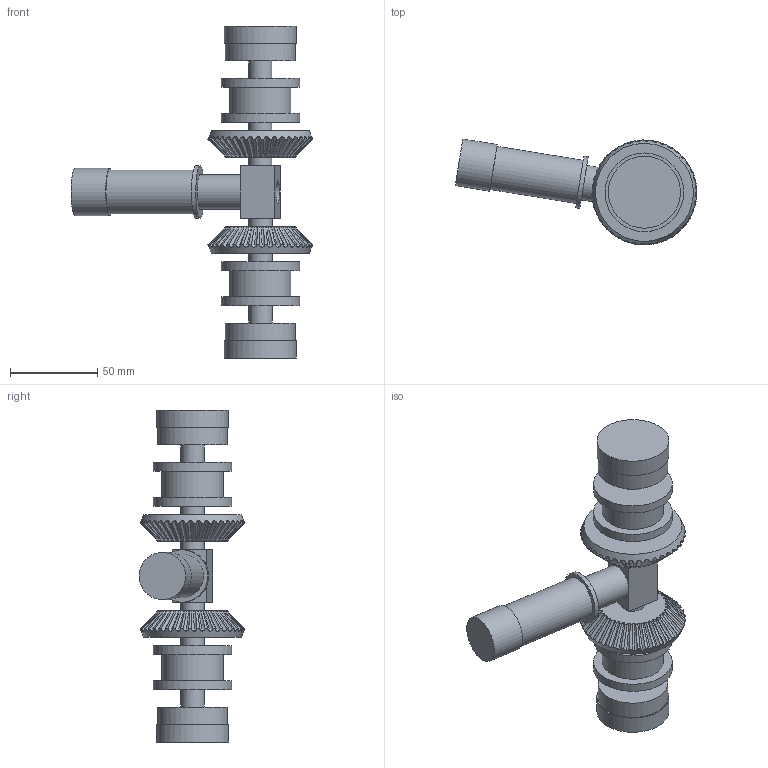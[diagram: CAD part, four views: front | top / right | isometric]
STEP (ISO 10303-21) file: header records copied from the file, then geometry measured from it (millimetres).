
FILE_DESCRIPTION(/* description */ (''),/* implementation_level */ '2;1');
FILE_NAME(/* name */ 'Helico_ipt_13e29da2.STEP',/* time_stamp */ '2021-11-11T18:32:16-06:00',/* author */ ('geral'),/* organization */ (''),/* preprocessor_version */ 'ST-DEVELOPER v18.1',/* originating_system */ 'Autodesk Inventor 2021',/* authorisation */ '');
FILE_SCHEMA (('AUTOMOTIVE_DESIGN { 1 0 10303 214 3 1 1 }'));
Length unit declared in the file: millimetre
Products named in the file (1): Helico
Bounding box: 138.27 x 60.6 x 190 mm (x, y, z)
Volume: 236559.2 mm3; surface area: 53299.2 mm2
Topology: 1 solids, 1 shells, 299 faces, 820 edges, 545 vertices
Faces by surface type: bspline 160, cone 82, plane 34, cylinder 23
Full cylindrical faces by diameter (mm): 12.933 x2, 13.333 x7, 20 x1, 25 x1, 27 x1, 30 x1, 35 x2, 40 x2, 41.25 x2, 45 x4
Entity records: 14759 total; most frequent: CARTESIAN_POINT 8411, ORIENTED_EDGE 1640, DIRECTION 911, EDGE_CURVE 820, VERTEX_POINT 545, B_SPLINE_CURVE_WITH_KNOTS 482, AXIS2_PLACEMENT_3D 433, EDGE_LOOP 321
